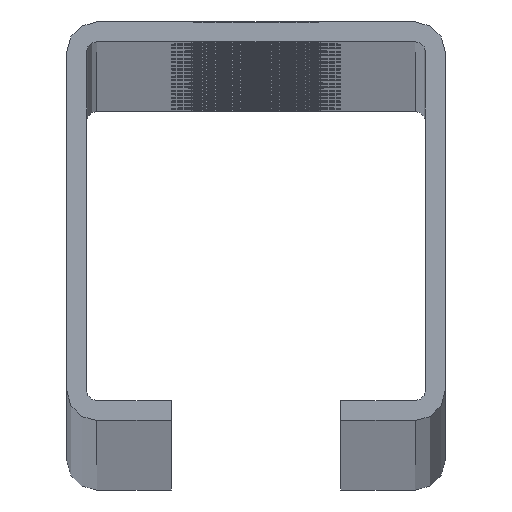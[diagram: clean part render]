
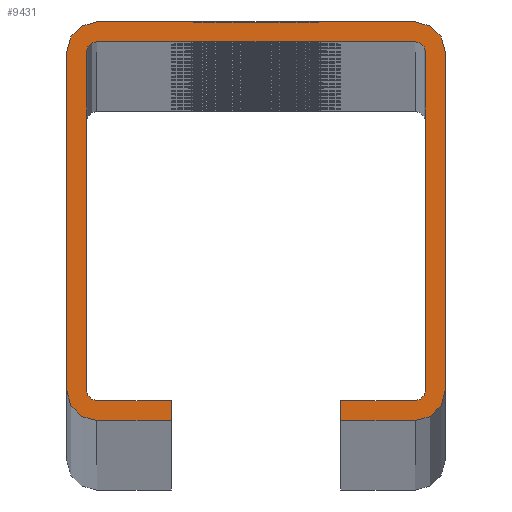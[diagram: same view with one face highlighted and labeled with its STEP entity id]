
A CAD part, top view. The second image highlights one B-rep face of the part: STEP entity #9431.
In plain terms, the highlighted planar face has unit normal (0, 0, 1).
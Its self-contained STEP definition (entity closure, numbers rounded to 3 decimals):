
#7873=CARTESIAN_POINT('',(8.5,-20.0,4000.0));
#7874=VERTEX_POINT('',#7873);
#7875=CARTESIAN_POINT('',(8.5,-18.0,4000.0));
#7876=VERTEX_POINT('',#7875);
#7877=CARTESIAN_POINT('',(8.5,-20.0,4000.0));
#7878=DIRECTION('',(0.0,1.0,0.0));
#7879=VECTOR('',#7878,2.0);
#7880=LINE('',#7877,#7879);
#7881=EDGE_CURVE('',#7874,#7876,#7880,.T.);
#7913=CARTESIAN_POINT('',(16.,-18.0,4000.0));
#7914=VERTEX_POINT('',#7913);
#7915=CARTESIAN_POINT('',(8.5,-18.0,4000.0));
#7916=DIRECTION('',(1.0,0.0,0.0));
#7917=VECTOR('',#7916,7.5);
#7918=LINE('',#7915,#7917);
#7919=EDGE_CURVE('',#7876,#7914,#7918,.T.);
#7944=CARTESIAN_POINT('',(17.,-17.0,4000.0));
#7945=VERTEX_POINT('',#7944);
#7946=CARTESIAN_POINT('',(16.,-17.0,4000.0));
#7947=DIRECTION('',(0.0,0.0,1.0));
#7948=DIRECTION('',(0.0,1.0,0.0));
#7949=AXIS2_PLACEMENT_3D('',#7946,#7947,#7948);
#7950=CIRCLE('',#7949,1.0);
#7951=EDGE_CURVE('',#7914,#7945,#7950,.T.);
#7977=CARTESIAN_POINT('',(17.,17.0,4000.0));
#7978=VERTEX_POINT('',#7977);
#7979=CARTESIAN_POINT('',(17.,-17.0,4000.0));
#7980=DIRECTION('',(0.0,1.0,0.0));
#7981=VECTOR('',#7980,34.0);
#7982=LINE('',#7979,#7981);
#7983=EDGE_CURVE('',#7945,#7978,#7982,.T.);
#8008=CARTESIAN_POINT('',(16.,18.0,4000.0));
#8009=VERTEX_POINT('',#8008);
#8010=CARTESIAN_POINT('',(16.,17.0,4000.0));
#8011=DIRECTION('',(0.0,0.0,1.0));
#8012=DIRECTION('',(-1.0,0.0,0.0));
#8013=AXIS2_PLACEMENT_3D('',#8010,#8011,#8012);
#8014=CIRCLE('',#8013,1.0);
#8015=EDGE_CURVE('',#7978,#8009,#8014,.T.);
#8041=CARTESIAN_POINT('',(-16.,18.0,4000.0));
#8042=VERTEX_POINT('',#8041);
#8043=CARTESIAN_POINT('',(16.,18.0,4000.0));
#8044=DIRECTION('',(-1.0,0.0,0.0));
#8045=VECTOR('',#8044,32.);
#8046=LINE('',#8043,#8045);
#8047=EDGE_CURVE('',#8009,#8042,#8046,.T.);
#8522=CARTESIAN_POINT('',(-17.,17.0,4000.0));
#8523=VERTEX_POINT('',#8522);
#8524=CARTESIAN_POINT('',(-16.,17.0,4000.0));
#8525=DIRECTION('',(0.0,0.0,1.0));
#8526=DIRECTION('',(0.0,-1.0,0.0));
#8527=AXIS2_PLACEMENT_3D('',#8524,#8525,#8526);
#8528=CIRCLE('',#8527,1.0);
#8529=EDGE_CURVE('',#8042,#8523,#8528,.T.);
#8555=CARTESIAN_POINT('',(-17.,-17.0,4000.0));
#8556=VERTEX_POINT('',#8555);
#8557=CARTESIAN_POINT('',(-17.,17.0,4000.0));
#8558=DIRECTION('',(0.0,-1.0,0.0));
#8559=VECTOR('',#8558,34.0);
#8560=LINE('',#8557,#8559);
#8561=EDGE_CURVE('',#8523,#8556,#8560,.T.);
#8586=CARTESIAN_POINT('',(-16.,-18.0,4000.0));
#8587=VERTEX_POINT('',#8586);
#8588=CARTESIAN_POINT('',(-16.,-17.0,4000.0));
#8589=DIRECTION('',(0.0,0.0,1.0));
#8590=DIRECTION('',(1.0,0.0,0.0));
#8591=AXIS2_PLACEMENT_3D('',#8588,#8589,#8590);
#8592=CIRCLE('',#8591,1.0);
#8593=EDGE_CURVE('',#8556,#8587,#8592,.T.);
#8619=CARTESIAN_POINT('',(-8.5,-18.0,4000.0));
#8620=VERTEX_POINT('',#8619);
#8621=CARTESIAN_POINT('',(-16.,-18.0,4000.0));
#8622=DIRECTION('',(1.0,0.0,0.0));
#8623=VECTOR('',#8622,7.5);
#8624=LINE('',#8621,#8623);
#8625=EDGE_CURVE('',#8587,#8620,#8624,.T.);
#8650=CARTESIAN_POINT('',(-8.5,-20.0,4000.0));
#8651=VERTEX_POINT('',#8650);
#8652=CARTESIAN_POINT('',(-8.5,-18.0,4000.0));
#8653=DIRECTION('',(0.0,-1.0,0.0));
#8654=VECTOR('',#8653,2.0);
#8655=LINE('',#8652,#8654);
#8656=EDGE_CURVE('',#8620,#8651,#8655,.T.);
#8681=CARTESIAN_POINT('',(-16.,-20.0,4000.0));
#8682=VERTEX_POINT('',#8681);
#8683=CARTESIAN_POINT('',(-8.5,-20.0,4000.0));
#8684=DIRECTION('',(-1.0,0.0,0.0));
#8685=VECTOR('',#8684,7.5);
#8686=LINE('',#8683,#8685);
#8687=EDGE_CURVE('',#8651,#8682,#8686,.T.);
#8712=CARTESIAN_POINT('',(-19.,-17.,4000.0));
#8713=VERTEX_POINT('',#8712);
#8714=CARTESIAN_POINT('',(-16.,-17.0,4000.0));
#8715=DIRECTION('',(0.0,0.0,-1.0));
#8716=DIRECTION('',(-1.0,0.0,0.0));
#8717=AXIS2_PLACEMENT_3D('',#8714,#8715,#8716);
#8718=CIRCLE('',#8717,3.);
#8719=EDGE_CURVE('',#8682,#8713,#8718,.T.);
#8745=CARTESIAN_POINT('',(-19.,17.,4000.0));
#8746=VERTEX_POINT('',#8745);
#8747=CARTESIAN_POINT('',(-19.,-17.,4000.0));
#8748=DIRECTION('',(0.0,1.0,0.0));
#8749=VECTOR('',#8748,34.0);
#8750=LINE('',#8747,#8749);
#8751=EDGE_CURVE('',#8713,#8746,#8750,.T.);
#8776=CARTESIAN_POINT('',(-16.,20.0,4000.0));
#8777=VERTEX_POINT('',#8776);
#8778=CARTESIAN_POINT('',(-16.,17.0,4000.0));
#8779=DIRECTION('',(0.0,0.0,-1.0));
#8780=DIRECTION('',(0.0,1.0,0.0));
#8781=AXIS2_PLACEMENT_3D('',#8778,#8779,#8780);
#8782=CIRCLE('',#8781,3.);
#8783=EDGE_CURVE('',#8746,#8777,#8782,.T.);
#8809=CARTESIAN_POINT('',(16.,20.0,4000.0));
#8810=VERTEX_POINT('',#8809);
#8811=CARTESIAN_POINT('',(-16.,20.0,4000.0));
#8812=DIRECTION('',(1.0,0.0,0.0));
#8813=VECTOR('',#8812,32.);
#8814=LINE('',#8811,#8813);
#8815=EDGE_CURVE('',#8777,#8810,#8814,.T.);
#9290=CARTESIAN_POINT('',(19.,17.,4000.0));
#9291=VERTEX_POINT('',#9290);
#9292=CARTESIAN_POINT('',(16.,17.0,4000.0));
#9293=DIRECTION('',(0.0,0.0,-1.0));
#9294=DIRECTION('',(1.0,0.0,0.0));
#9295=AXIS2_PLACEMENT_3D('',#9292,#9293,#9294);
#9296=CIRCLE('',#9295,3.);
#9297=EDGE_CURVE('',#8810,#9291,#9296,.T.);
#9323=CARTESIAN_POINT('',(19.,-17.,4000.0));
#9324=VERTEX_POINT('',#9323);
#9325=CARTESIAN_POINT('',(19.,17.,4000.0));
#9326=DIRECTION('',(0.0,-1.0,0.0));
#9327=VECTOR('',#9326,34.0);
#9328=LINE('',#9325,#9327);
#9329=EDGE_CURVE('',#9291,#9324,#9328,.T.);
#9354=CARTESIAN_POINT('',(16.,-20.0,4000.0));
#9355=VERTEX_POINT('',#9354);
#9356=CARTESIAN_POINT('',(16.,-17.0,4000.0));
#9357=DIRECTION('',(0.0,0.0,-1.0));
#9358=DIRECTION('',(0.0,-1.0,0.0));
#9359=AXIS2_PLACEMENT_3D('',#9356,#9357,#9358);
#9360=CIRCLE('',#9359,3.);
#9361=EDGE_CURVE('',#9324,#9355,#9360,.T.);
#9387=CARTESIAN_POINT('',(16.,-20.0,4000.0));
#9388=DIRECTION('',(-1.0,0.0,0.0));
#9389=VECTOR('',#9388,7.5);
#9390=LINE('',#9387,#9389);
#9391=EDGE_CURVE('',#9355,#7874,#9390,.T.);
#9404=CARTESIAN_POINT('',(0.0,0.0,4000.0));
#9405=DIRECTION('',(0.0,0.0,1.0));
#9406=DIRECTION('',(1.0,0.0,0.0));
#9407=AXIS2_PLACEMENT_3D('',#9404,#9405,#9406);
#9408=PLANE('',#9407);
#9409=ORIENTED_EDGE('',*,*,#8656,.F.);
#9410=ORIENTED_EDGE('',*,*,#8625,.F.);
#9411=ORIENTED_EDGE('',*,*,#8593,.F.);
#9412=ORIENTED_EDGE('',*,*,#8561,.F.);
#9413=ORIENTED_EDGE('',*,*,#8529,.F.);
#9414=ORIENTED_EDGE('',*,*,#8047,.F.);
#9415=ORIENTED_EDGE('',*,*,#8015,.F.);
#9416=ORIENTED_EDGE('',*,*,#7983,.F.);
#9417=ORIENTED_EDGE('',*,*,#7951,.F.);
#9418=ORIENTED_EDGE('',*,*,#7919,.F.);
#9419=ORIENTED_EDGE('',*,*,#7881,.F.);
#9420=ORIENTED_EDGE('',*,*,#9391,.F.);
#9421=ORIENTED_EDGE('',*,*,#9361,.F.);
#9422=ORIENTED_EDGE('',*,*,#9329,.F.);
#9423=ORIENTED_EDGE('',*,*,#9297,.F.);
#9424=ORIENTED_EDGE('',*,*,#8815,.F.);
#9425=ORIENTED_EDGE('',*,*,#8783,.F.);
#9426=ORIENTED_EDGE('',*,*,#8751,.F.);
#9427=ORIENTED_EDGE('',*,*,#8719,.F.);
#9428=ORIENTED_EDGE('',*,*,#8687,.F.);
#9429=EDGE_LOOP('',(#9409,#9410,#9411,#9412,#9413,#9414,#9415,#9416,#9417,#9418,#9419,#9420,#9421,#9422,#9423,#9424,#9425,#9426,#9427,#9428));
#9430=FACE_OUTER_BOUND('',#9429,.T.);
#9431=ADVANCED_FACE('',(#9430),#9408,.T.);
